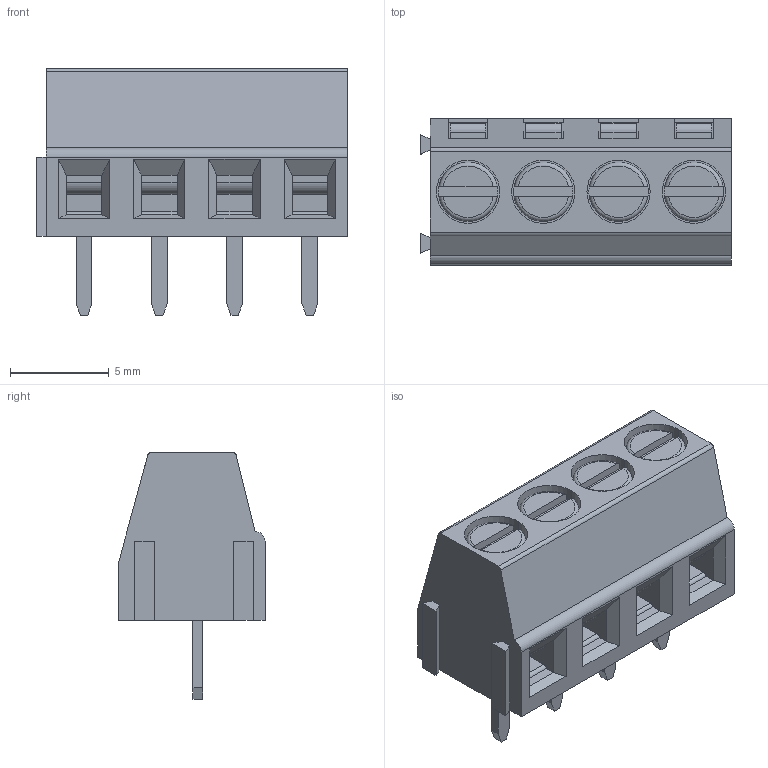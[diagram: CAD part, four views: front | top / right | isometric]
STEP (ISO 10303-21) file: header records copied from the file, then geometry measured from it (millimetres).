
FILE_DESCRIPTION (( 'STEP AP214' ), '1' );
FILE_NAME ('CONN-TH_DB3.81-LI-4P-125.step', '2022-08-08T02:33:20', ( '' ), ( '' ), 'SwSTEP 2.0', 'SolidWorks 2020', '' );
FILE_SCHEMA (( 'AUTOMOTIVE_DESIGN' ));
Length unit declared in the file: millimetre
Products named in the file (1): CONN-TH_DB3.81-LI-4P-125
Bounding box: 15.74 x 7.4 x 12.5 mm (x, y, z)
Volume: 762.9 mm3; surface area: 853.3 mm2
Topology: 14 solids, 14 shells, 497 faces, 1314 edges, 868 vertices
Faces by surface type: plane 346, bspline 112, cylinder 31, torus 8
Entity records: 21477 total; most frequent: CARTESIAN_POINT 4864, ORIENTED_EDGE 2628, DIRECTION 1928, EDGE_CURVE 1314, VECTOR 984, LINE 984, VERTEX_POINT 868, EDGE_LOOP 532
